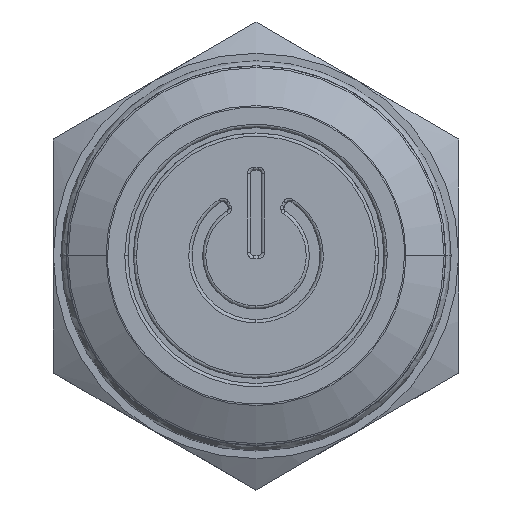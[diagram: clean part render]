
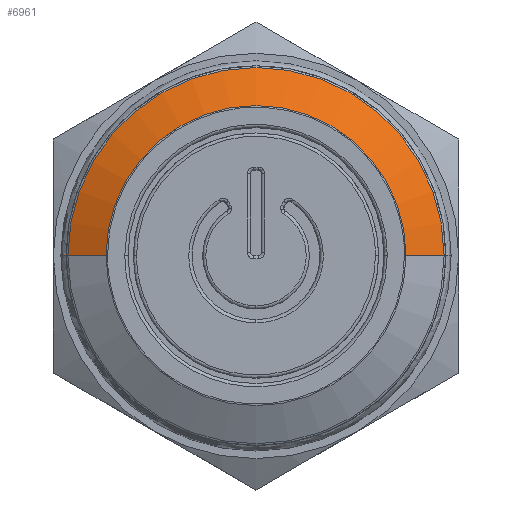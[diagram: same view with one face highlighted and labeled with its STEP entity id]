
A CAD part, top view. The second image highlights one B-rep face of the part: STEP entity #6961.
In plain terms, the highlighted conical face has half-angle 62.241 degrees and reference radius 8.82 mm.
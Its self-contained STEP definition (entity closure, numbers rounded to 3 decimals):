
#179 = CARTESIAN_POINT ( 'NONE',  ( 8.82, 0., 0.542 ) ) ;
#428 = CARTESIAN_POINT ( 'NONE',  ( 7.033, 0., 1.483 ) ) ;
#481 = ORIENTED_EDGE ( 'NONE', *, *, #3738, .F. ) ;
#493 = DIRECTION ( 'NONE',  ( -1., 0., 0. ) ) ;
#651 = DIRECTION ( 'NONE',  ( -1., 0., 0. ) ) ;
#701 = DIRECTION ( 'NONE',  ( 0., 0., -1. ) ) ;
#789 = DIRECTION ( 'NONE',  ( -1., 0., 0. ) ) ;
#800 = VERTEX_POINT ( 'NONE', #9305 ) ;
#1793 = AXIS2_PLACEMENT_3D ( 'NONE', #4016, #701, #651 ) ;
#2222 = CIRCLE ( 'NONE', #8897, 7.033 ) ;
#2746 = CARTESIAN_POINT ( 'NONE',  ( -8.82, 0., 0.542 ) ) ;
#3184 = VERTEX_POINT ( 'NONE', #428 ) ;
#3593 = DIRECTION ( 'NONE',  ( -0.885, 0., -0.466 ) ) ;
#3738 = EDGE_CURVE ( 'NONE', #800, #6501, #9230, .T. ) ;
#3832 = EDGE_LOOP ( 'NONE', ( #6637, #9303, #10442, #481 ) ) ;
#3912 = CARTESIAN_POINT ( 'NONE',  ( 8.82, 0., 0.542 ) ) ;
#3961 = LINE ( 'NONE', #3912, #7064 ) ;
#4016 = CARTESIAN_POINT ( 'NONE',  ( 0., 0., 0.542 ) ) ;
#5530 = CARTESIAN_POINT ( 'NONE',  ( -8.82, 0., 0.542 ) ) ;
#5799 = EDGE_CURVE ( 'NONE', #6501, #9751, #9290, .T. ) ;
#6105 = DIRECTION ( 'NONE',  ( 0., 0., -1. ) ) ;
#6501 = VERTEX_POINT ( 'NONE', #5530 ) ;
#6637 = ORIENTED_EDGE ( 'NONE', *, *, #10405, .T. ) ;
#6961 = ADVANCED_FACE ( 'NONE', ( #7325 ), #7593, .T. ) ;
#6969 = EDGE_CURVE ( 'NONE', #3184, #9751, #3961, .T. ) ;
#7064 = VECTOR ( 'NONE', #10504, 1000. ) ;
#7325 = FACE_OUTER_BOUND ( 'NONE', #3832, .T. ) ;
#7593 = CONICAL_SURFACE ( 'NONE', #1793, 8.82, 1.086 ) ;
#8006 = VECTOR ( 'NONE', #3593, 1000. ) ;
#8125 = DIRECTION ( 'NONE',  ( 0., 0., -1. ) ) ;
#8897 = AXIS2_PLACEMENT_3D ( 'NONE', #10295, #6105, #493 ) ;
#8925 = CARTESIAN_POINT ( 'NONE',  ( 0., 0., 0.542 ) ) ;
#9230 = LINE ( 'NONE', #2746, #8006 ) ;
#9290 = CIRCLE ( 'NONE', #10501, 8.82 ) ;
#9303 = ORIENTED_EDGE ( 'NONE', *, *, #6969, .T. ) ;
#9305 = CARTESIAN_POINT ( 'NONE',  ( -7.033, 0., 1.483 ) ) ;
#9751 = VERTEX_POINT ( 'NONE', #179 ) ;
#10295 = CARTESIAN_POINT ( 'NONE',  ( 0., 0., 1.483 ) ) ;
#10405 = EDGE_CURVE ( 'NONE', #800, #3184, #2222, .T. ) ;
#10442 = ORIENTED_EDGE ( 'NONE', *, *, #5799, .F. ) ;
#10501 = AXIS2_PLACEMENT_3D ( 'NONE', #8925, #8125, #789 ) ;
#10504 = DIRECTION ( 'NONE',  ( 0.885, 0., -0.466 ) ) ;
